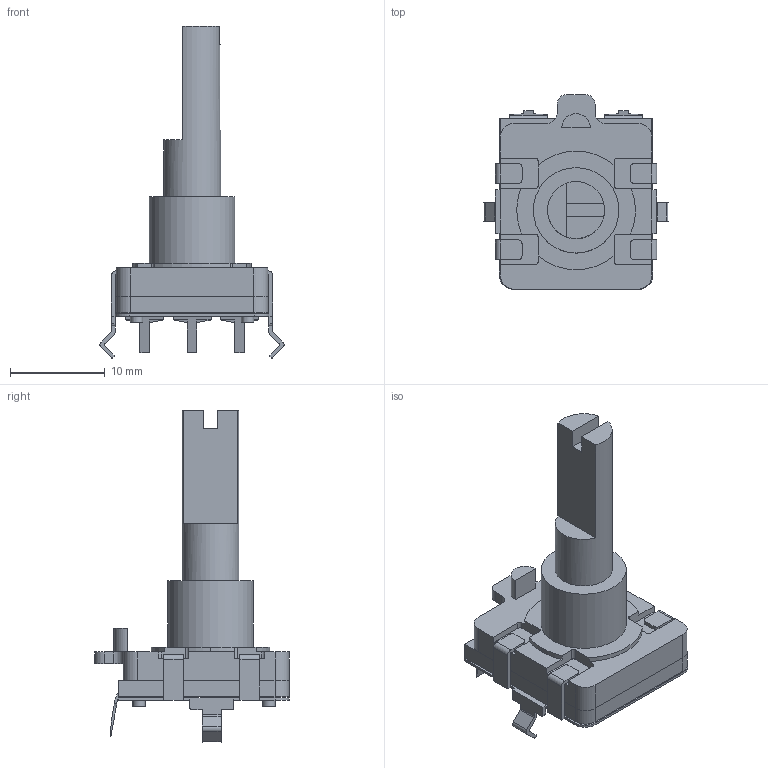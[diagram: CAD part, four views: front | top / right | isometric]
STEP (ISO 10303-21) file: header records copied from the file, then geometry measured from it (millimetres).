
FILE_DESCRIPTION(('HOOPS Exchange Step'),'2;1');
FILE_NAME('temp_export.step','2020-07-09T19:48:53+02:00',('mobile'),('Shapr3D Limited'),'HOOPS Exchange 2020.1','Shapr3D','Authorized');
FILE_SCHEMA( ('AP203_CONFIGURATION_CONTROLLED_3D_DESIGN_OF_MECHANICAL_PARTS_AND_ASSEMBLIES_MIM_LF') );
Length unit declared in the file: millimetre
Products named in the file (1): temp_export.x_b
Bounding box: 19.41 x 20.5 x 35 mm (x, y, z)
Volume: 2339.8 mm3; surface area: 3009.9 mm2
Topology: 10 solids, 10 shells, 248 faces, 665 edges, 440 vertices
Faces by surface type: plane 174, cylinder 74
Full cylindrical faces by diameter (mm): 1.3 x9, 6 x1, 9 x1
Entity records: 7804 total; most frequent: CARTESIAN_POINT 1354, ORIENTED_EDGE 1330, DIRECTION 1327, EDGE_CURVE 665, VECTOR 501, LINE 501, VERTEX_POINT 440, AXIS2_PLACEMENT_3D 413
